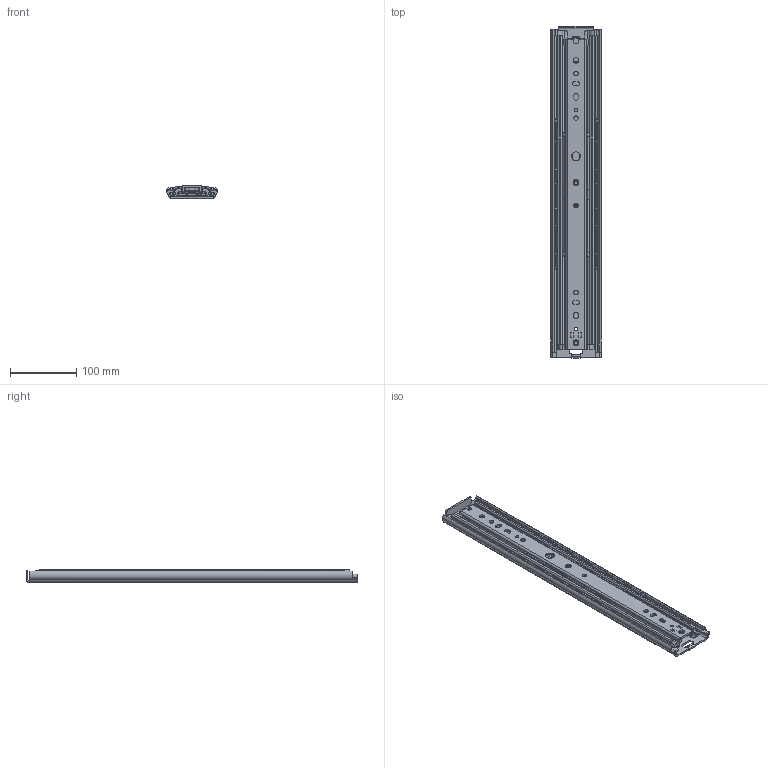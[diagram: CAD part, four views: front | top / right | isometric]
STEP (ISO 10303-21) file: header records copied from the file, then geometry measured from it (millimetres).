
FILE_DESCRIPTION(/* description */ ('Master (Parameters)'),/* implementation_level */ '2;1');
FILE_NAME(/* name */ '114-S05_02_in_nf.stp',/* time_stamp */ '2015-10-08T11:06:56+02:00',/* author */ ('r.schreurs'),/* organization */ (''),/* preprocessor_version */ 'ST-DEVELOPER v15.6',/* originating_system */ 'Autodesk Inventor 2015',/* authorisation */ '');
FILE_SCHEMA (('AUTOMOTIVE_DESIGN { 1 0 10303 214 3 1 1 }'));
Products named in the file (22): E000014059; E000014053; E000014058; E000003168; E000003161; E000003159; E000003873; E000003163; E000008700; E000014057; E000014052; E000014056; E000003167; E000003169; E000003158; E000003836; E000003162; E000003871; E000014055; E000014051; E000014054; E000014060
Assembly tree (45 placements, depth 5):
  E000014060
    E000014059
    E000014058
      E000014053
    E000014057
      E000008700
        E000003168  x2
        E000003873  x10
          E000003161
          E000003159
        E000003163  x4
    E000014056
      E000014052
    E000014055
      E000003871
        E000003167
        E000003836  x4
          E000003169
          E000003158
        E000003162  x4
    E000014054
      E000014051
Bounding box: 76.19 x 501 x 19.1 mm (x, y, z)
Volume: 330253 mm3; surface area: 288461.1 mm2
Topology: 68 solids, 68 shells, 6008 faces, 17189 edges, 11161 vertices
Faces by surface type: cylinder 3439, plane 2135, torus 192, bspline 112, cone 90, sphere 40
Full cylindrical faces by diameter (mm): 5.2 x4, 6.6 x8, 8 x2, 8.1 x20, 9.2 x20, 13.5 x1, 15 x1
Entity records: 72619 total; most frequent: CARTESIAN_POINT 19377, ORIENTED_EDGE 11406, DIRECTION 10982, EDGE_CURVE 5703, AXIS2_PLACEMENT_3D 4004, VERTEX_POINT 3684, LINE 2974, VECTOR 2974
